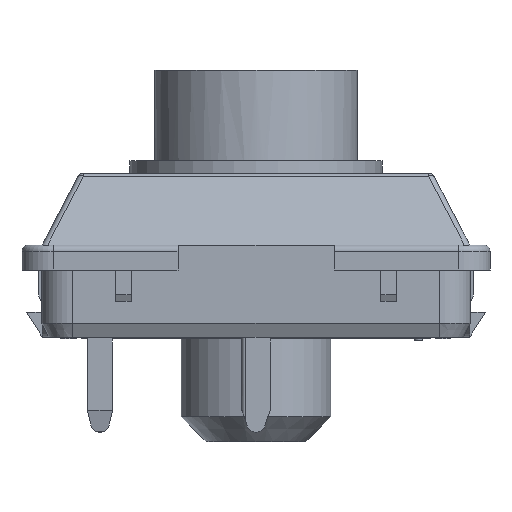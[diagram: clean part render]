
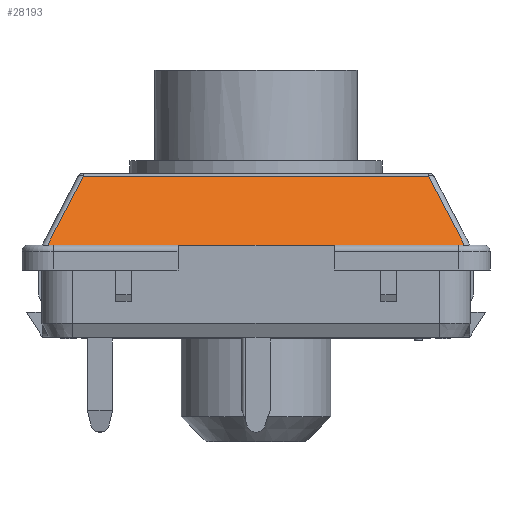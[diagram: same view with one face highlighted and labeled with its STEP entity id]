
A CAD part, front view. The second image highlights one B-rep face of the part: STEP entity #28193.
In plain terms, the highlighted planar face has unit normal (0, -0.839, 0.545).
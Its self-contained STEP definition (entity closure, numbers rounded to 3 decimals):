
#26672 = VERTEX_POINT('',#26673);
#26673 = CARTESIAN_POINT('',(-6.681,-7.3,0.));
#26680 = EDGE_CURVE('',#26672,#26681,#26683,.T.);
#26681 = VERTEX_POINT('',#26682);
#26682 = CARTESIAN_POINT('',(6.681,-7.3,0.));
#26683 = LINE('',#26684,#26685);
#26684 = CARTESIAN_POINT('',(-8.425,-7.3,0.));
#26685 = VECTOR('',#26686,1.);
#26686 = DIRECTION('',(1.,0.,0.));
#28148 = EDGE_CURVE('',#26672,#28149,#28151,.T.);
#28149 = VERTEX_POINT('',#28150);
#28150 = CARTESIAN_POINT('',(-5.531,-5.866,
    2.209));
#28151 = LINE('',#28152,#28153);
#28152 = CARTESIAN_POINT('',(-6.708,-7.334,
    -0.052));
#28153 = VECTOR('',#28154,1.);
#28154 = DIRECTION('',(0.4,0.499,0.769));
#28174 = VERTEX_POINT('',#28175);
#28175 = CARTESIAN_POINT('',(5.531,-5.866,
    2.209));
#28182 = EDGE_CURVE('',#26681,#28174,#28183,.T.);
#28183 = LINE('',#28184,#28185);
#28184 = CARTESIAN_POINT('',(6.708,-7.334,
    -0.052));
#28185 = VECTOR('',#28186,1.);
#28186 = DIRECTION('',(-0.4,0.499,0.769));
#28193 = ADVANCED_FACE('',(#28194),#28205,.T.);
#28194 = FACE_BOUND('',#28195,.T.);
#28195 = EDGE_LOOP('',(#28196,#28197,#28198,#28204));
#28196 = ORIENTED_EDGE('',*,*,#26680,.T.);
#28197 = ORIENTED_EDGE('',*,*,#28182,.T.);
#28198 = ORIENTED_EDGE('',*,*,#28199,.F.);
#28199 = EDGE_CURVE('',#28149,#28174,#28200,.T.);
#28200 = LINE('',#28201,#28202);
#28201 = CARTESIAN_POINT('',(-5.653,-5.866,
    2.209));
#28202 = VECTOR('',#28203,1.);
#28203 = DIRECTION('',(1.,0.,0.));
#28204 = ORIENTED_EDGE('',*,*,#28148,.F.);
#28205 = PLANE('',#28206);
#28206 = AXIS2_PLACEMENT_3D('',#28207,#28208,#28209);
#28207 = CARTESIAN_POINT('',(-10.,-10.547,-5.));
#28208 = DIRECTION('',(0.,-0.839,0.545));
#28209 = DIRECTION('',(0.,0.545,0.839));
